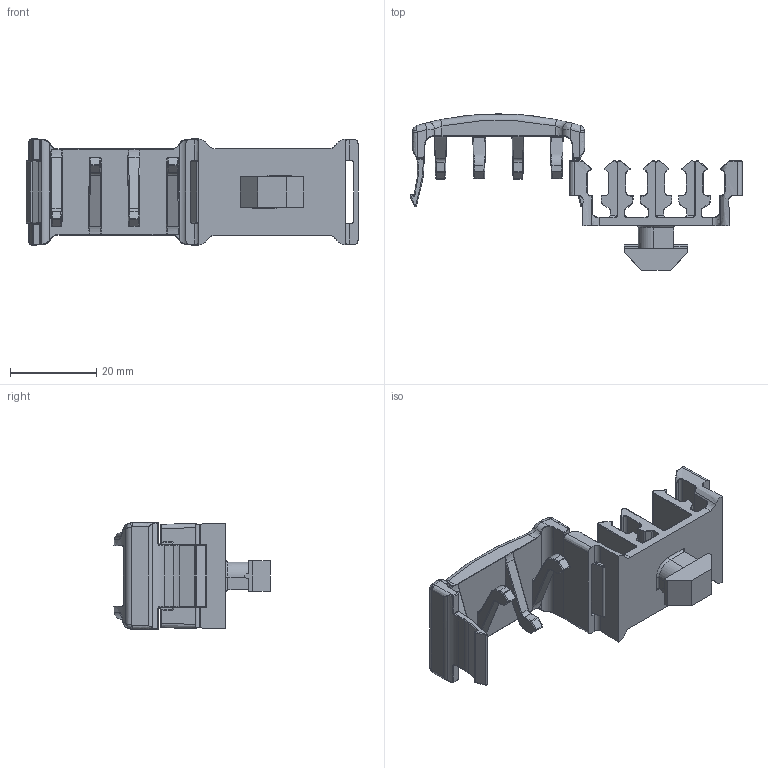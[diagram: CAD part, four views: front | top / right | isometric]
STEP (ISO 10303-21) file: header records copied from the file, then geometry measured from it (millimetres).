
FILE_DESCRIPTION (( 'STEP AP214' ), '1' );
FILE_NAME ('093611an08.STEP', '2013-01-15T14:49:09', ( '' ), ( '' ), 'SwSTEP 2.0', 'SolidWorks 2012', '' );
FILE_SCHEMA (( 'AUTOMOTIVE_DESIGN' ));
Length unit declared in the file: millimetre
Products named in the file (3): 093600A_093600a; 093601N08_093 611 N 08; 093611an08
Assembly tree (2 placements, depth 2):
  093611an08
    093601N08_093 611 N 08
    093600A_093600a
Bounding box: 77.16 x 36.3 x 24.82 mm (x, y, z)
Volume: 9678.5 mm3; surface area: 9926.1 mm2
Topology: 2 solids, 2 shells, 825 faces, 2032 edges, 1171 vertices
Faces by surface type: cylinder 335, bspline 203, plane 167, torus 86, sphere 34
Entity records: 29828 total; most frequent: CARTESIAN_POINT 12187, ORIENTED_EDGE 3964, DIRECTION 3406, EDGE_CURVE 1982, AXIS2_PLACEMENT_3D 1308, VERTEX_POINT 1159, EDGE_LOOP 827, ADVANCED_FACE 825
